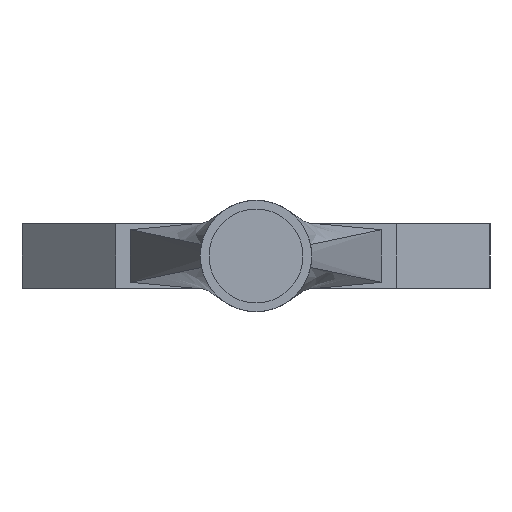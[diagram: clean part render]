
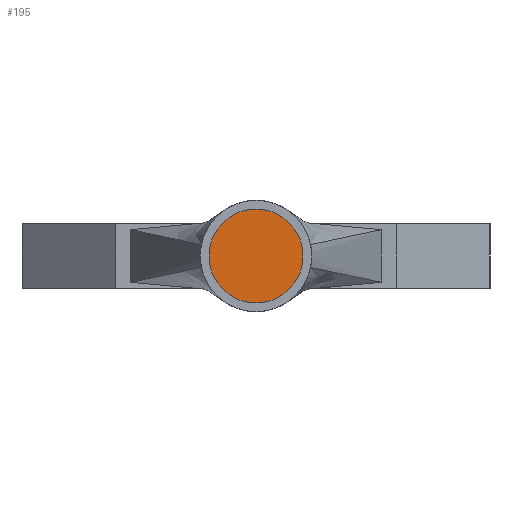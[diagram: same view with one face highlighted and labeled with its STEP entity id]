
A CAD part, left-side view. The second image highlights one B-rep face of the part: STEP entity #195.
In plain terms, the highlighted planar face has unit normal (-1, 0, 0).
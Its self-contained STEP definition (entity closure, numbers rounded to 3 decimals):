
#195 = ADVANCED_FACE ( 'NONE', ( #4162 ), #1534, .T. ) ;
#386 = EDGE_LOOP ( 'NONE', ( #4544, #4902 ) ) ;
#584 = EDGE_CURVE ( 'NONE', #2745, #5284, #3208, .T. ) ;
#941 = DIRECTION ( 'NONE',  ( 1., 0., 0. ) ) ;
#970 = CIRCLE ( 'NONE', #2516, 8.025 ) ;
#1182 = DIRECTION ( 'NONE',  ( 0., 0., 1. ) ) ;
#1534 = PLANE ( 'NONE',  #5511 ) ;
#1542 = EDGE_CURVE ( 'NONE', #5284, #2745, #970, .T. ) ;
#2516 = AXIS2_PLACEMENT_3D ( 'NONE', #5518, #2760, #4840 ) ;
#2745 = VERTEX_POINT ( 'NONE', #4123 ) ;
#2760 = DIRECTION ( 'NONE',  ( 1., 0., 0. ) ) ;
#3208 = CIRCLE ( 'NONE', #3912, 8.025 ) ;
#3249 = CARTESIAN_POINT ( 'NONE',  ( -195., 40., -10. ) ) ;
#3405 = CARTESIAN_POINT ( 'NONE',  ( -195., 0., 8.025 ) ) ;
#3879 = DIRECTION ( 'NONE',  ( 0., 0., -1. ) ) ;
#3912 = AXIS2_PLACEMENT_3D ( 'NONE', #4780, #941, #3879 ) ;
#4123 = CARTESIAN_POINT ( 'NONE',  ( -195., 0., -8.025 ) ) ;
#4162 = FACE_OUTER_BOUND ( 'NONE', #386, .T. ) ;
#4544 = ORIENTED_EDGE ( 'NONE', *, *, #584, .F. ) ;
#4780 = CARTESIAN_POINT ( 'NONE',  ( -195., 0., 0. ) ) ;
#4840 = DIRECTION ( 'NONE',  ( 0., 0., -1. ) ) ;
#4902 = ORIENTED_EDGE ( 'NONE', *, *, #1542, .F. ) ;
#4933 = DIRECTION ( 'NONE',  ( -1., 0., 0. ) ) ;
#5284 = VERTEX_POINT ( 'NONE', #3405 ) ;
#5511 = AXIS2_PLACEMENT_3D ( 'NONE', #3249, #4933, #1182 ) ;
#5518 = CARTESIAN_POINT ( 'NONE',  ( -195., 0., 0. ) ) ;
